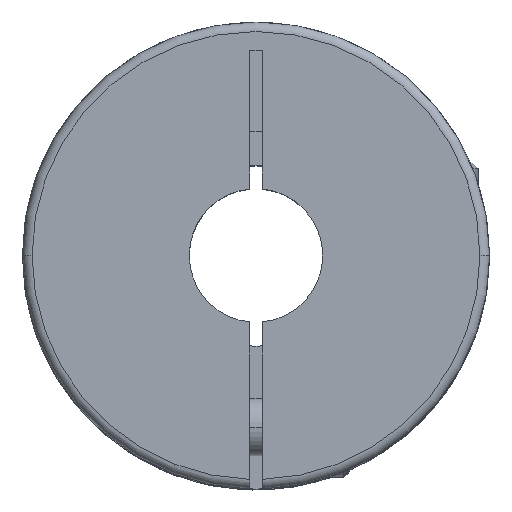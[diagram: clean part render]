
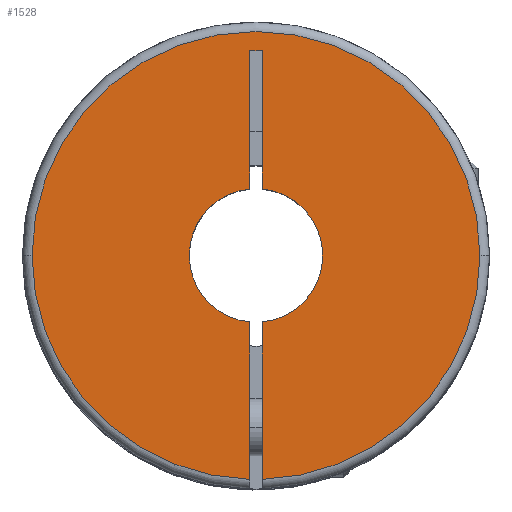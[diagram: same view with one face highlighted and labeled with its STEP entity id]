
A CAD part, top view. The second image highlights one B-rep face of the part: STEP entity #1528.
In plain terms, the highlighted planar face has unit normal (0, 0, 1).
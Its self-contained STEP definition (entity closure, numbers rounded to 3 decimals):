
#75 = DIRECTION ( 'NONE',  ( 0., 0., -1. ) ) ;
#77 = VERTEX_POINT ( 'NONE', #633 ) ;
#93 = CIRCLE ( 'NONE', #740, 7. ) ;
#127 = DIRECTION ( 'NONE',  ( 0., 0., -1. ) ) ;
#145 = VERTEX_POINT ( 'NONE', #587 ) ;
#158 = ORIENTED_EDGE ( 'NONE', *, *, #1813, .F. ) ;
#171 = CARTESIAN_POINT ( 'NONE',  ( 0., 0., 0. ) ) ;
#194 = LINE ( 'NONE', #3211, #1584 ) ;
#223 = EDGE_CURVE ( 'NONE', #3543, #2235, #1724, .T. ) ;
#224 = EDGE_CURVE ( 'NONE', #726, #3426, #194, .T. ) ;
#279 = CIRCLE ( 'NONE', #1558, 23.5 ) ;
#353 = ORIENTED_EDGE ( 'NONE', *, *, #223, .F. ) ;
#379 = AXIS2_PLACEMENT_3D ( 'NONE', #725, #2571, #3177 ) ;
#385 = EDGE_CURVE ( 'NONE', #145, #453, #3757, .T. ) ;
#453 = VERTEX_POINT ( 'NONE', #1241 ) ;
#587 = CARTESIAN_POINT ( 'NONE',  ( 23.5, 0., 0. ) ) ;
#633 = CARTESIAN_POINT ( 'NONE',  ( 0.65, 6.97, 0. ) ) ;
#659 = DIRECTION ( 'NONE',  ( -1., 0., 0. ) ) ;
#685 = EDGE_CURVE ( 'NONE', #77, #782, #1434, .T. ) ;
#699 = CARTESIAN_POINT ( 'NONE',  ( 0.65, -24.5, 0. ) ) ;
#717 = DIRECTION ( 'NONE',  ( 0., 1., 0. ) ) ;
#725 = CARTESIAN_POINT ( 'NONE',  ( 0., 0., 0. ) ) ;
#726 = VERTEX_POINT ( 'NONE', #1539 ) ;
#739 = CARTESIAN_POINT ( 'NONE',  ( 0., 0., 0. ) ) ;
#740 = AXIS2_PLACEMENT_3D ( 'NONE', #739, #127, #3466 ) ;
#762 = DIRECTION ( 'NONE',  ( 0., 0., -1. ) ) ;
#777 = DIRECTION ( 'NONE',  ( -1., 0., 0. ) ) ;
#782 = VERTEX_POINT ( 'NONE', #3397 ) ;
#794 = CARTESIAN_POINT ( 'NONE',  ( -7., 0., 0. ) ) ;
#852 = ORIENTED_EDGE ( 'NONE', *, *, #2901, .T. ) ;
#928 = DIRECTION ( 'NONE',  ( 0., -1., 0. ) ) ;
#1042 = DIRECTION ( 'NONE',  ( 0., -1., 0. ) ) ;
#1070 = AXIS2_PLACEMENT_3D ( 'NONE', #2340, #1257, #659 ) ;
#1241 = CARTESIAN_POINT ( 'NONE',  ( 0.65, -23.491, 0. ) ) ;
#1257 = DIRECTION ( 'NONE',  ( 0., 0., -1. ) ) ;
#1344 = ORIENTED_EDGE ( 'NONE', *, *, #1580, .F. ) ;
#1378 = CARTESIAN_POINT ( 'NONE',  ( 0., 0., 0. ) ) ;
#1434 = LINE ( 'NONE', #1761, #3126 ) ;
#1442 = VECTOR ( 'NONE', #717, 1000. ) ;
#1528 = ADVANCED_FACE ( 'NONE', ( #3081 ), #2469, .F. ) ;
#1531 = DIRECTION ( 'NONE',  ( -1., 0., 0. ) ) ;
#1539 = CARTESIAN_POINT ( 'NONE',  ( -0.65, 21.5, 0. ) ) ;
#1558 = AXIS2_PLACEMENT_3D ( 'NONE', #1378, #75, #2524 ) ;
#1580 = EDGE_CURVE ( 'NONE', #782, #726, #2130, .T. ) ;
#1584 = VECTOR ( 'NONE', #2256, 1000. ) ;
#1610 = VERTEX_POINT ( 'NONE', #3977 ) ;
#1705 = DIRECTION ( 'NONE',  ( 0., 0., -1. ) ) ;
#1724 = LINE ( 'NONE', #2942, #2413 ) ;
#1744 = EDGE_CURVE ( 'NONE', #453, #1610, #2240, .T. ) ;
#1761 = CARTESIAN_POINT ( 'NONE',  ( 0.65, -24.5, 0. ) ) ;
#1813 = EDGE_CURVE ( 'NONE', #2235, #3705, #2151, .T. ) ;
#1927 = VERTEX_POINT ( 'NONE', #794 ) ;
#1983 = CARTESIAN_POINT ( 'NONE',  ( -0.65, -6.97, 0. ) ) ;
#2041 = CARTESIAN_POINT ( 'NONE',  ( -0.65, 6.97, 0. ) ) ;
#2110 = CARTESIAN_POINT ( 'NONE',  ( 0.65, 21.5, 0. ) ) ;
#2130 = LINE ( 'NONE', #2110, #3731 ) ;
#2151 = CIRCLE ( 'NONE', #2267, 23.5 ) ;
#2235 = VERTEX_POINT ( 'NONE', #3537 ) ;
#2240 = LINE ( 'NONE', #699, #1442 ) ;
#2256 = DIRECTION ( 'NONE',  ( 0., -1., 0. ) ) ;
#2267 = AXIS2_PLACEMENT_3D ( 'NONE', #171, #1705, #777 ) ;
#2305 = CARTESIAN_POINT ( 'NONE',  ( 0., 0., 0. ) ) ;
#2339 = ORIENTED_EDGE ( 'NONE', *, *, #224, .F. ) ;
#2340 = CARTESIAN_POINT ( 'NONE',  ( 0., 0., 0. ) ) ;
#2413 = VECTOR ( 'NONE', #1042, 1000. ) ;
#2436 = ORIENTED_EDGE ( 'NONE', *, *, #2484, .T. ) ;
#2449 = AXIS2_PLACEMENT_3D ( 'NONE', #3659, #3695, #928 ) ;
#2469 = PLANE ( 'NONE',  #2449 ) ;
#2484 = EDGE_CURVE ( 'NONE', #77, #1610, #3656, .T. ) ;
#2524 = DIRECTION ( 'NONE',  ( -1., 0., 0. ) ) ;
#2571 = DIRECTION ( 'NONE',  ( 0., 0., -1. ) ) ;
#2589 = DIRECTION ( 'NONE',  ( -1., 0., 0. ) ) ;
#2643 = AXIS2_PLACEMENT_3D ( 'NONE', #2305, #762, #2589 ) ;
#2654 = DIRECTION ( 'NONE',  ( 0., 1., 0. ) ) ;
#2858 = EDGE_LOOP ( 'NONE', ( #158, #353, #852, #3565, #2339, #1344, #3240, #2436, #3067, #3502, #3104 ) ) ;
#2901 = EDGE_CURVE ( 'NONE', #3543, #1927, #93, .T. ) ;
#2942 = CARTESIAN_POINT ( 'NONE',  ( -0.65, 21.5, 0. ) ) ;
#3013 = CARTESIAN_POINT ( 'NONE',  ( -23.5, 0., 0. ) ) ;
#3067 = ORIENTED_EDGE ( 'NONE', *, *, #1744, .F. ) ;
#3081 = FACE_OUTER_BOUND ( 'NONE', #2858, .T. ) ;
#3104 = ORIENTED_EDGE ( 'NONE', *, *, #3570, .F. ) ;
#3126 = VECTOR ( 'NONE', #2654, 1000. ) ;
#3177 = DIRECTION ( 'NONE',  ( -1., 0., 0. ) ) ;
#3211 = CARTESIAN_POINT ( 'NONE',  ( -0.65, 21.5, 0. ) ) ;
#3240 = ORIENTED_EDGE ( 'NONE', *, *, #685, .F. ) ;
#3352 = CIRCLE ( 'NONE', #2643, 7. ) ;
#3397 = CARTESIAN_POINT ( 'NONE',  ( 0.65, 21.5, 0. ) ) ;
#3426 = VERTEX_POINT ( 'NONE', #2041 ) ;
#3466 = DIRECTION ( 'NONE',  ( -1., 0., 0. ) ) ;
#3502 = ORIENTED_EDGE ( 'NONE', *, *, #385, .F. ) ;
#3527 = EDGE_CURVE ( 'NONE', #1927, #3426, #3352, .T. ) ;
#3537 = CARTESIAN_POINT ( 'NONE',  ( -0.65, -23.491, 0. ) ) ;
#3543 = VERTEX_POINT ( 'NONE', #1983 ) ;
#3565 = ORIENTED_EDGE ( 'NONE', *, *, #3527, .T. ) ;
#3570 = EDGE_CURVE ( 'NONE', #3705, #145, #279, .T. ) ;
#3656 = CIRCLE ( 'NONE', #379, 7. ) ;
#3659 = CARTESIAN_POINT ( 'NONE',  ( 0., 0., 0. ) ) ;
#3695 = DIRECTION ( 'NONE',  ( 0., 0., -1. ) ) ;
#3705 = VERTEX_POINT ( 'NONE', #3013 ) ;
#3731 = VECTOR ( 'NONE', #1531, 1000. ) ;
#3757 = CIRCLE ( 'NONE', #1070, 23.5 ) ;
#3977 = CARTESIAN_POINT ( 'NONE',  ( 0.65, -6.97, 0. ) ) ;
